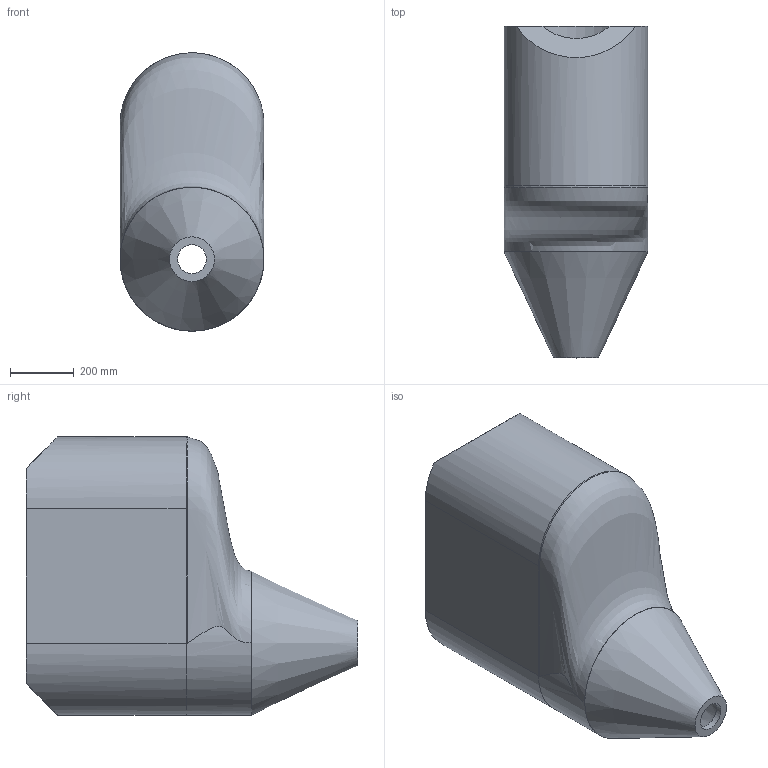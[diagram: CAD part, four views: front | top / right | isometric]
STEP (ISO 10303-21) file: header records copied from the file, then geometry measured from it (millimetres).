
FILE_DESCRIPTION(/* description */ (''),/* implementation_level */ '2;1');
FILE_NAME(/* name */ 'MVED_D_150_90_150_5.stp',/* time_stamp */ '2023-12-19T16:08:21+01:00',/* author */ (''),/* organization */ (''),/* preprocessor_version */ 'ST-DEVELOPER v18.1',/* originating_system */ 'SIEMENS PLM Software NX 2000',/* authorisation */ '');
FILE_SCHEMA (('TECHNICAL_DATA_PACKAGING','PROCESS_PLANNING_SCHEMA'));
Length unit declared in the file: millimetre
Products named in the file (4): Tip_D-D10000000954528-D10000000954528_A001; Inlet_D-D10000000954529-D10000000954529_A001; SweepsApo-D10000000954551-D10000000954551_A001; NOA68-D10000000954526-D10000000954526_A001
Assembly tree (3 placements, depth 2):
  NOA68-D10000000954526-D10000000954526_A001
    SweepsApo-D10000000954551-D10000000954551_A001
    Inlet_D-D10000000954529-D10000000954529_A001
    Tip_D-D10000000954528-D10000000954528_A001
Bounding box: 450 x 1036.82 x 870 mm (x, y, z)
Volume: 133382881.1 mm3; surface area: 5080840.3 mm2
Topology: 3 solids, 3 shells, 114 faces, 287 edges, 183 vertices
Faces by surface type: bspline 35, plane 31, cylinder 27, torus 12, cone 9
Full cylindrical faces by diameter (mm): 90 x1, 150 x3, 170 x1, 200 x2, 315 x4, 330 x6
Entity records: 5455 total; most frequent: CARTESIAN_POINT 3131, ORIENTED_EDGE 470, DIRECTION 378, EDGE_CURVE 235, AXIS2_PLACEMENT_3D 171, EDGE_LOOP 169, VERTEX_POINT 166, ADVANCED_FACE 114
